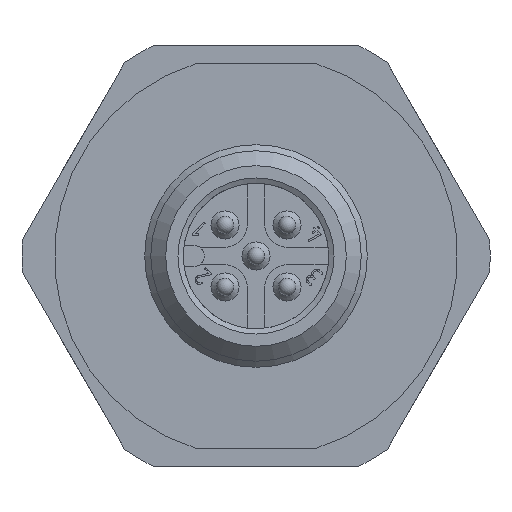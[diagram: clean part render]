
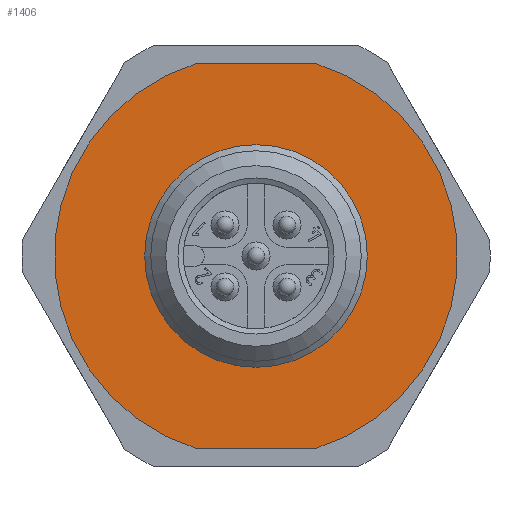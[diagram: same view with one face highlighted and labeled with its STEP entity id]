
A CAD part, left-side view. The second image highlights one B-rep face of the part: STEP entity #1406.
In plain terms, the highlighted planar face has unit normal (-1, 0, 0).
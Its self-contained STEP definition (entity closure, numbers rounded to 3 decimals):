
#408=PLANE('',#4425);
#621=LINE('',#8140,#897);
#622=LINE('',#8144,#898);
#897=VECTOR('',#5305,1.);
#898=VECTOR('',#5308,1.);
#1406=ADVANCED_FACE('',(#1603,#1604),#408,.F.);
#1603=FACE_BOUND('',#1915,.T.);
#1604=FACE_BOUND('',#1916,.T.);
#1915=EDGE_LOOP('',(#3011,#3012,#3013,#3014));
#1916=EDGE_LOOP('',(#3015));
#3011=ORIENTED_EDGE('',*,*,#3978,.T.);
#3012=ORIENTED_EDGE('',*,*,#3979,.T.);
#3013=ORIENTED_EDGE('',*,*,#3980,.T.);
#3014=ORIENTED_EDGE('',*,*,#3981,.T.);
#3015=ORIENTED_EDGE('',*,*,#3977,.T.);
#3424=VERTEX_POINT('',#8135);
#3425=VERTEX_POINT('',#8138);
#3426=VERTEX_POINT('',#8139);
#3427=VERTEX_POINT('',#8141);
#3428=VERTEX_POINT('',#8143);
#3977=EDGE_CURVE('',#3424,#3424,#4117,.T.);
#3978=EDGE_CURVE('',#3425,#3426,#4118,.T.);
#3979=EDGE_CURVE('',#3426,#3427,#621,.T.);
#3980=EDGE_CURVE('',#3427,#3428,#4119,.T.);
#3981=EDGE_CURVE('',#3428,#3425,#622,.T.);
#4117=CIRCLE('',#4421,6.351);
#4118=CIRCLE('',#4423,11.5);
#4119=CIRCLE('',#4424,11.5);
#4421=AXIS2_PLACEMENT_3D('',#8134,#5299,#5300);
#4423=AXIS2_PLACEMENT_3D('',#8137,#5303,#5304);
#4424=AXIS2_PLACEMENT_3D('',#8142,#5306,#5307);
#4425=AXIS2_PLACEMENT_3D('',#8145,#5309,#5310);
#5299=DIRECTION('',(1.,0.,0.));
#5300=DIRECTION('',(0.,0.,-1.));
#5303=DIRECTION('',(-1.,0.,0.));
#5304=DIRECTION('',(0.,0.,-1.));
#5305=DIRECTION('',(0.,-1.,0.));
#5306=DIRECTION('',(-1.,0.,0.));
#5307=DIRECTION('',(0.,0.,-1.));
#5308=DIRECTION('',(0.,1.,0.));
#5309=DIRECTION('',(1.,0.,0.));
#5310=DIRECTION('',(0.,0.,-1.));
#8134=CARTESIAN_POINT('',(12.,0.,0.));
#8135=CARTESIAN_POINT('',(12.,0.,-6.351));
#8137=CARTESIAN_POINT('',(12.,0.,0.));
#8138=CARTESIAN_POINT('',(12.,3.354,11.));
#8139=CARTESIAN_POINT('',(12.,3.354,-11.));
#8140=CARTESIAN_POINT('',(12.,0.,-11.));
#8141=CARTESIAN_POINT('',(12.,-3.354,-11.));
#8142=CARTESIAN_POINT('',(12.,0.,0.));
#8143=CARTESIAN_POINT('',(12.,-3.354,11.));
#8144=CARTESIAN_POINT('',(12.,0.,11.));
#8145=CARTESIAN_POINT('',(12.,0.,0.));
